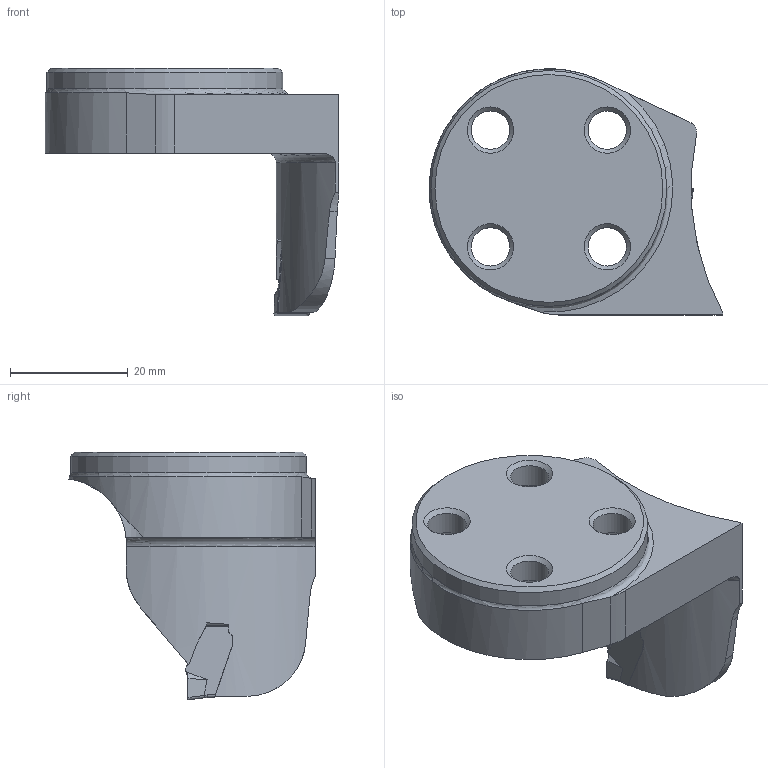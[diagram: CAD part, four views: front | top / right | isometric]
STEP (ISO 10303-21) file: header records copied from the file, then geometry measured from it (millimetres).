
FILE_DESCRIPTION(/* description */ (''),/* implementation_level */ '2;1');
FILE_NAME(/* name */ 'toolassembly_1.stp',/* time_stamp */ '2020-06-17T11:28:51+02:00',/* author */ (''),/* organization */ ('SMS'),/* preprocessor_version */ 'ST-DEVELOPER v16.7',/* originating_system */ 'SIEMENS PLM Software NX 12.0',/* authorisation */ '');
FILE_SCHEMA (('AUTOMOTIVE_DESIGN { 1 0 10303 214 3 1 1 1 }'));
Length unit declared in the file: millimetre
Products named in the file (4): ASSEMBLY_CONSTRUCTION; CUT_20200617112616; NOCUT_20200617112517; TOOLASSEMBLY_1
Assembly tree (3 placements, depth 2):
  TOOLASSEMBLY_1
    NOCUT_20200617112517
    CUT_20200617112616
    ASSEMBLY_CONSTRUCTION
Bounding box: 49.79 x 41.72 x 42 mm (x, y, z)
Volume: 19198.8 mm3; surface area: 7890.7 mm2
Topology: 2 solids, 2 shells, 71 faces, 196 edges, 139 vertices
Faces by surface type: cylinder 27, plane 27, bspline 8, cone 5, torus 2, extrusion 2
Full cylindrical faces by diameter (mm): 6.5 x4, 10.5 x4, 40 x1
Entity records: 7441 total; most frequent: CARTESIAN_POINT 5647, ORIENTED_EDGE 340, DIRECTION 308, EDGE_CURVE 170, AXIS2_PLACEMENT_3D 125, VERTEX_POINT 120, EDGE_LOOP 96, ADVANCED_FACE 71
